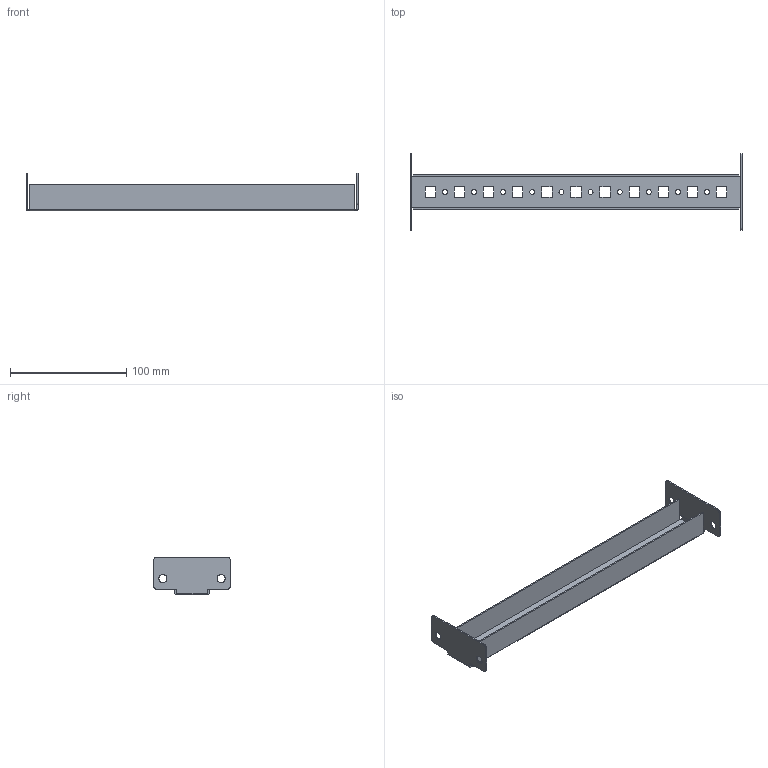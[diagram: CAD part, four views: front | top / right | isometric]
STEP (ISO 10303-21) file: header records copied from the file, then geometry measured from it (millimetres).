
FILE_DESCRIPTION (( 'STEP AP203' ), '1' );
FILE_NAME ('AC00C437.step', '2011-01-20T13:30:24', ( 'User' ), ( 'DKC' ), 'SwSTEP 2.0', 'SolidWorks 2010', '' );
FILE_SCHEMA (( 'CONFIG_CONTROL_DESIGN' ));
Length unit declared in the file: millimetre
Products named in the file (1): AC00C437
Bounding box: 285 x 66 x 32.4 mm (x, y, z)
Volume: 27433.3 mm3; surface area: 47594.2 mm2
Topology: 1 solids, 1 shells, 134 faces, 364 edges, 232 vertices
Faces by surface type: plane 90, cylinder 44
Entity records: 4357 total; most frequent: CARTESIAN_POINT 731, ORIENTED_EDGE 728, DIRECTION 722, EDGE_CURVE 364, LINE 276, VECTOR 276, VERTEX_POINT 232, AXIS2_PLACEMENT_3D 223
